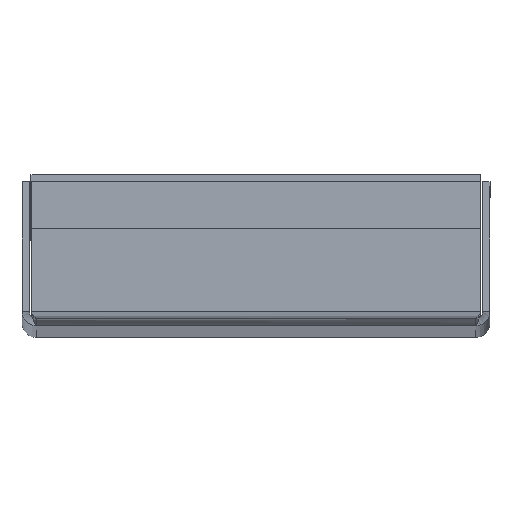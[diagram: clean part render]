
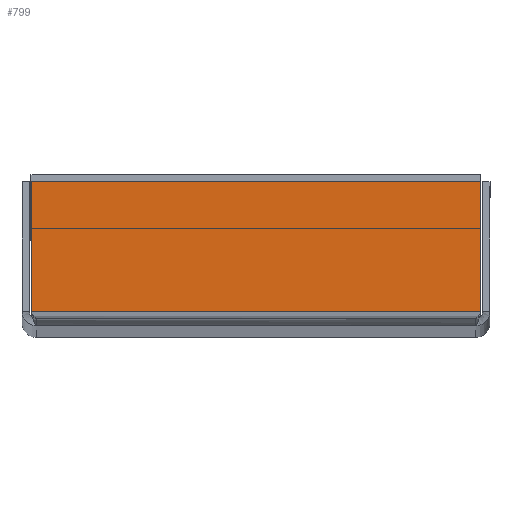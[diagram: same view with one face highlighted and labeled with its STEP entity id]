
A CAD part, top view. The second image highlights one B-rep face of the part: STEP entity #799.
In plain terms, the highlighted planar face has unit normal (0, 0, 1).
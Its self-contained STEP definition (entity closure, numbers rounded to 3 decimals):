
#48=LINE($,#1139,#120);
#54=LINE($,#1168,#126);
#60=LINE($,#1232,#132);
#62=LINE($,#1235,#134);
#120=VECTOR($,#959,49.976);
#126=VECTOR($,#969,14.4);
#132=VECTOR($,#977,14.4);
#134=VECTOR($,#981,49.976);
#194=PLANE($,#866);
#245=FACE_OUTER_BOUND($,#309,.T.);
#309=EDGE_LOOP($,(#588,#589,#590,#591));
#372=VERTEX_POINT($,#1137);
#373=VERTEX_POINT($,#1138);
#380=VERTEX_POINT($,#1167);
#383=VERTEX_POINT($,#1231);
#436=EDGE_CURVE($,#372,#373,#48,.T.);
#444=EDGE_CURVE($,#380,#373,#54,.T.);
#452=EDGE_CURVE($,#372,#383,#60,.T.);
#454=EDGE_CURVE($,#383,#380,#62,.T.);
#588=ORIENTED_EDGE($,*,*,#436,.T.);
#589=ORIENTED_EDGE($,*,*,#444,.F.);
#590=ORIENTED_EDGE($,*,*,#454,.F.);
#591=ORIENTED_EDGE($,*,*,#452,.F.);
#799=ADVANCED_FACE($,(#245),#194,.T.);
#866=AXIS2_PLACEMENT_3D($,#1236,#982,#983);
#959=DIRECTION($,(1.,0.,0.));
#969=DIRECTION($,(0.,-1.,0.));
#977=DIRECTION($,(0.,1.,0.));
#981=DIRECTION($,(1.,0.,0.));
#982=DIRECTION('center_axis',(0.,0.,
1.));
#983=DIRECTION('ref_axis',(0.,1.,0.));
#1137=CARTESIAN_POINT('',(-24.988,-12.2,374.5));
#1138=CARTESIAN_POINT('',(24.988,-12.2,374.5));
#1139=CARTESIAN_POINT($,(0.,-12.2,374.5));
#1167=CARTESIAN_POINT('',(24.988,2.2,374.5));
#1168=CARTESIAN_POINT($,(24.988,-12.2,374.5));
#1231=CARTESIAN_POINT('',(-24.988,2.2,374.5));
#1232=CARTESIAN_POINT($,(-24.988,-12.2,374.5));
#1235=CARTESIAN_POINT($,(-24.988,2.2,374.5));
#1236=CARTESIAN_POINT('Origin',(0.,-5.664,
374.5));
